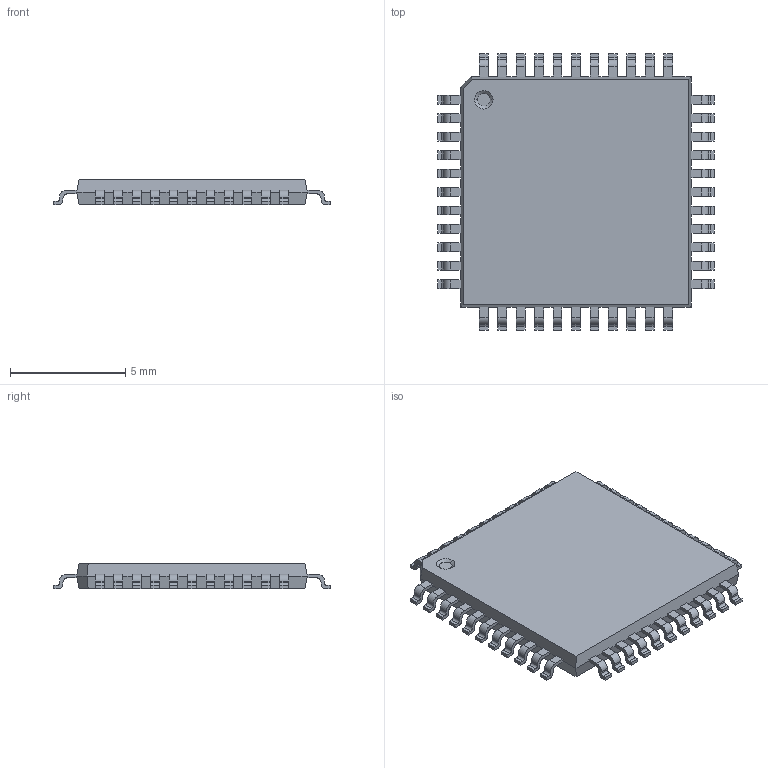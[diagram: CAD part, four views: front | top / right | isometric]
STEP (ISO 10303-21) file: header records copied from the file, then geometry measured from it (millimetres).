
FILE_DESCRIPTION (( 'STEP AP214' ), '1' );
FILE_NAME ('PQF-44.STEP', '2009-08-11T11:33:33', ( 'kiwnliu' ), ( 'DS' ), 'SwSTEP 2.0', 'SolidWorks 2009', '' );
FILE_SCHEMA (( 'AUTOMOTIVE_DESIGN' ));
Length unit declared in the file: millimetre
Products named in the file (1): PQF-44
Bounding box: 12 x 12 x 1.1 mm (x, y, z)
Volume: 111.2 mm3; surface area: 298.2 mm2
Topology: 1 solids, 1 shells, 587 faces, 1747 edges, 1163 vertices
Faces by surface type: plane 409, cylinder 176, cone 2
Entity records: 26097 total; most frequent: CARTESIAN_POINT 3498, ORIENTED_EDGE 3494, DIRECTION 3279, EDGE_CURVE 1747, VECTOR 1391, LINE 1391, VERTEX_POINT 1163, AXIS2_PLACEMENT_3D 944
